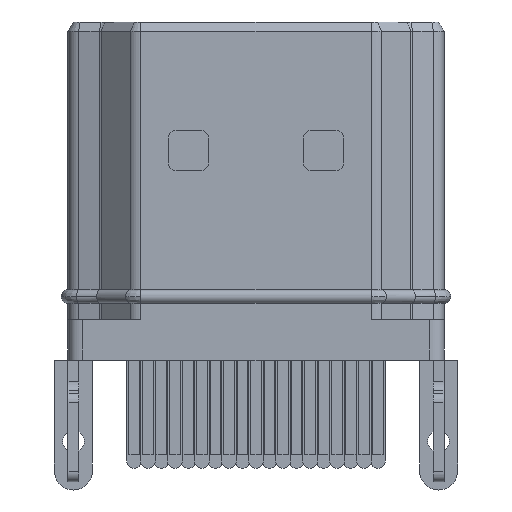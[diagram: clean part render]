
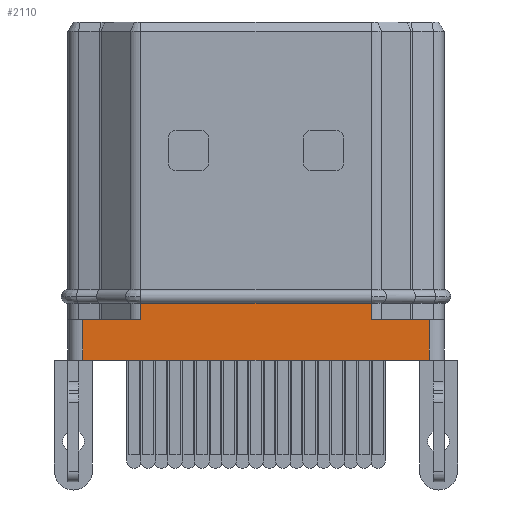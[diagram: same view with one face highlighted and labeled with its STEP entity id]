
A CAD part, front view. The second image highlights one B-rep face of the part: STEP entity #2110.
In plain terms, the highlighted planar face has unit normal (0, -1, 0).
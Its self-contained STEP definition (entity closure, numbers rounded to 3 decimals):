
#21 = DIRECTION ( 'NONE',  ( -1., 0., 0. ) ) ;
#42 = VERTEX_POINT ( 'NONE', #2571 ) ;
#56 = DIRECTION ( 'NONE',  ( -1., 0., 0. ) ) ;
#162 = VERTEX_POINT ( 'NONE', #1773 ) ;
#358 = ORIENTED_EDGE ( 'NONE', *, *, #2921, .T. ) ;
#393 = DIRECTION ( 'NONE',  ( 0., 0., 1. ) ) ;
#514 = VECTOR ( 'NONE', #4211, 1000. ) ;
#669 = VECTOR ( 'NONE', #8909, 1000. ) ;
#698 = VERTEX_POINT ( 'NONE', #6024 ) ;
#812 = VERTEX_POINT ( 'NONE', #7977 ) ;
#917 = CARTESIAN_POINT ( 'NONE',  ( 4.252, -2.225, 11. ) ) ;
#971 = ORIENTED_EDGE ( 'NONE', *, *, #7128, .T. ) ;
#1356 = VERTEX_POINT ( 'NONE', #3922 ) ;
#1416 = PLANE ( 'NONE',  #2750 ) ;
#1504 = ORIENTED_EDGE ( 'NONE', *, *, #8318, .T. ) ;
#1554 = DIRECTION ( 'NONE',  ( 0., 0., 1. ) ) ;
#1773 = CARTESIAN_POINT ( 'NONE',  ( -6.4, -2.225, 0. ) ) ;
#2006 = VECTOR ( 'NONE', #6668, 1000. ) ;
#2110 = ADVANCED_FACE ( 'NONE', ( #10335 ), #1416, .T. ) ;
#2180 = VECTOR ( 'NONE', #5036, 1000. ) ;
#2259 = VERTEX_POINT ( 'NONE', #3165 ) ;
#2571 = CARTESIAN_POINT ( 'NONE',  ( -4.252, -2.225, 0. ) ) ;
#2633 = CARTESIAN_POINT ( 'NONE',  ( 6.4, -2.225, 0. ) ) ;
#2750 = AXIS2_PLACEMENT_3D ( 'NONE', #4556, #3060, #7795 ) ;
#2921 = EDGE_CURVE ( 'NONE', #698, #10452, #6609, .T. ) ;
#3060 = DIRECTION ( 'NONE',  ( 0., -1., 0. ) ) ;
#3165 = CARTESIAN_POINT ( 'NONE',  ( 6.4, -2.225, -1.5 ) ) ;
#3167 = LINE ( 'NONE', #6432, #669 ) ;
#3229 = ORIENTED_EDGE ( 'NONE', *, *, #10262, .T. ) ;
#3380 = LINE ( 'NONE', #4285, #2180 ) ;
#3820 = ORIENTED_EDGE ( 'NONE', *, *, #4479, .T. ) ;
#3908 = LINE ( 'NONE', #7354, #2006 ) ;
#3922 = CARTESIAN_POINT ( 'NONE',  ( 6.4, -2.225, 0. ) ) ;
#3950 = ORIENTED_EDGE ( 'NONE', *, *, #7461, .T. ) ;
#4100 = LINE ( 'NONE', #7339, #6596 ) ;
#4211 = DIRECTION ( 'NONE',  ( 0., 0., 1. ) ) ;
#4265 = CARTESIAN_POINT ( 'NONE',  ( -6.4, -2.225, 0. ) ) ;
#4285 = CARTESIAN_POINT ( 'NONE',  ( -4.252, -2.225, 11. ) ) ;
#4342 = VECTOR ( 'NONE', #393, 1000. ) ;
#4479 = EDGE_CURVE ( 'NONE', #2259, #1356, #6043, .T. ) ;
#4556 = CARTESIAN_POINT ( 'NONE',  ( -4.252, -2.225, 11. ) ) ;
#4584 = VERTEX_POINT ( 'NONE', #6839 ) ;
#4762 = CARTESIAN_POINT ( 'NONE',  ( -4.252, -2.225, 0. ) ) ;
#4792 = CARTESIAN_POINT ( 'NONE',  ( 4.252, -2.225, 0.6 ) ) ;
#5036 = DIRECTION ( 'NONE',  ( 0., 0., -1. ) ) ;
#5069 = EDGE_LOOP ( 'NONE', ( #3229, #358, #6122, #971, #3950, #7059, #1504, #3820 ) ) ;
#6024 = CARTESIAN_POINT ( 'NONE',  ( 4.252, -2.225, 0. ) ) ;
#6043 = LINE ( 'NONE', #2633, #4342 ) ;
#6122 = ORIENTED_EDGE ( 'NONE', *, *, #6336, .T. ) ;
#6336 = EDGE_CURVE ( 'NONE', #10452, #4584, #4100, .T. ) ;
#6432 = CARTESIAN_POINT ( 'NONE',  ( -6.382, -2.225, -1.5 ) ) ;
#6596 = VECTOR ( 'NONE', #56, 1000. ) ;
#6609 = LINE ( 'NONE', #917, #8040 ) ;
#6668 = DIRECTION ( 'NONE',  ( -1., 0., 0. ) ) ;
#6839 = CARTESIAN_POINT ( 'NONE',  ( -4.252, -2.225, 0.6 ) ) ;
#7059 = ORIENTED_EDGE ( 'NONE', *, *, #9095, .F. ) ;
#7128 = EDGE_CURVE ( 'NONE', #4584, #42, #3380, .T. ) ;
#7339 = CARTESIAN_POINT ( 'NONE',  ( -4.252, -2.225, 0.6 ) ) ;
#7354 = CARTESIAN_POINT ( 'NONE',  ( -4.252, -2.225, 0. ) ) ;
#7461 = EDGE_CURVE ( 'NONE', #42, #162, #3908, .T. ) ;
#7795 = DIRECTION ( 'NONE',  ( 0., 0., -1. ) ) ;
#7977 = CARTESIAN_POINT ( 'NONE',  ( -6.4, -2.225, -1.5 ) ) ;
#8040 = VECTOR ( 'NONE', #1554, 1000. ) ;
#8293 = LINE ( 'NONE', #4265, #514 ) ;
#8318 = EDGE_CURVE ( 'NONE', #812, #2259, #3167, .T. ) ;
#8909 = DIRECTION ( 'NONE',  ( 1., 0., 0. ) ) ;
#9069 = VECTOR ( 'NONE', #21, 1000. ) ;
#9095 = EDGE_CURVE ( 'NONE', #812, #162, #8293, .T. ) ;
#10262 = EDGE_CURVE ( 'NONE', #1356, #698, #10425, .T. ) ;
#10335 = FACE_OUTER_BOUND ( 'NONE', #5069, .T. ) ;
#10425 = LINE ( 'NONE', #4762, #9069 ) ;
#10452 = VERTEX_POINT ( 'NONE', #4792 ) ;
